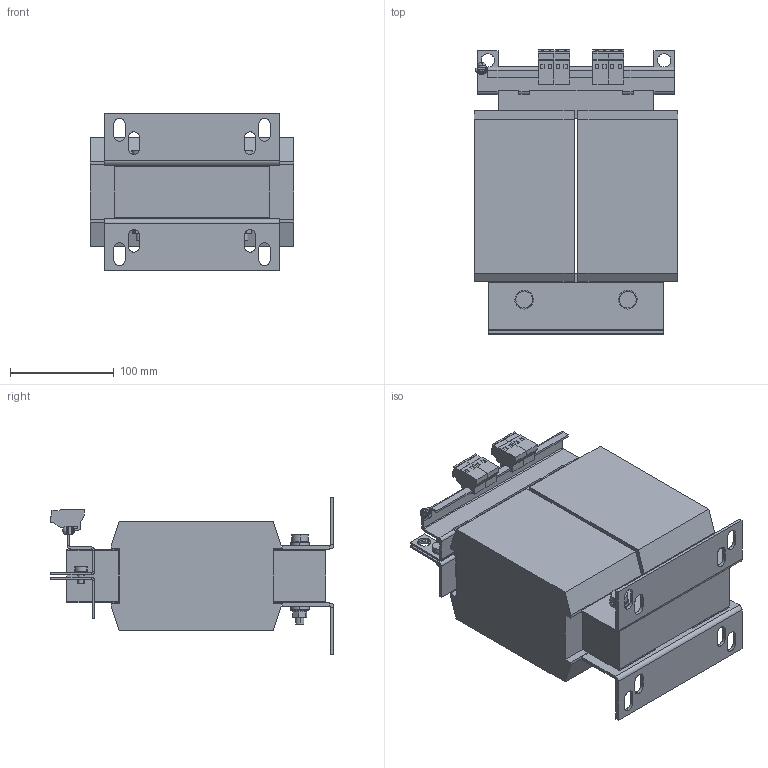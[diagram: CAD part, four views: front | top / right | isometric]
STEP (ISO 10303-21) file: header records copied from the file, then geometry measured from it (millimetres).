
FILE_DESCRIPTION (( 'STEP AP214' ), '1' );
FILE_NAME ('202471.STEP', '2020-08-24T05:53:32', ( '' ), ( '' ), 'SwSTEP 2.0', 'SolidWorks 2018', '' );
FILE_SCHEMA (( 'AUTOMOTIVE_DESIGN' ));
Length unit declared in the file: millimetre
Products named in the file (1): 202471
Bounding box: 196.3 x 274 x 152 mm (x, y, z)
Volume: 4069912 mm3; surface area: 320615.4 mm2
Topology: 1 solids, 1 shells, 567 faces, 1428 edges, 893 vertices
Faces by surface type: plane 431, cylinder 122, cone 8, torus 6
Entity records: 16891 total; most frequent: CARTESIAN_POINT 3079, ORIENTED_EDGE 2856, DIRECTION 2805, EDGE_CURVE 1428, VECTOR 1115, LINE 1115, VERTEX_POINT 893, AXIS2_PLACEMENT_3D 845
